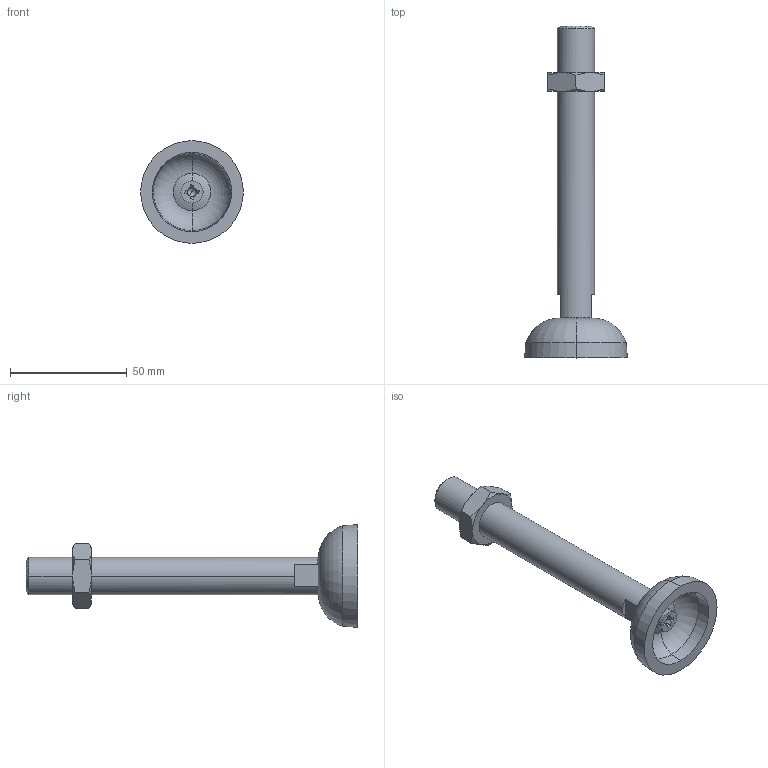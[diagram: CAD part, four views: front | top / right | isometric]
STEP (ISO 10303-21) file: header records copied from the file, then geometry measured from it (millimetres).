
FILE_DESCRIPTION (( 'STEP AP203' ), '1' );
FILE_NAME ('413311956_c_1.STEP', '2023-02-25T04:32:12', ( '' ), ( '' ), 'SwSTEP 2.0', 'SolidWorks 2014', '' );
FILE_SCHEMA (( 'CONFIG_CONTROL_DESIGN' ));
Length unit declared in the file: millimetre
Products named in the file (1): 413311956_c_1
Bounding box: 44 x 142.2 x 44 mm (x, y, z)
Volume: 39313.3 mm3; surface area: 13841.9 mm2
Topology: 3 solids, 3 shells, 75 faces, 179 edges, 109 vertices
Faces by surface type: plane 27, cone 26, torus 12, cylinder 8, sphere 2
Entity records: 2311 total; most frequent: CARTESIAN_POINT 515, DIRECTION 378, ORIENTED_EDGE 352, EDGE_CURVE 176, AXIS2_PLACEMENT_3D 158, VERTEX_POINT 107, CIRCLE 82, EDGE_LOOP 79
